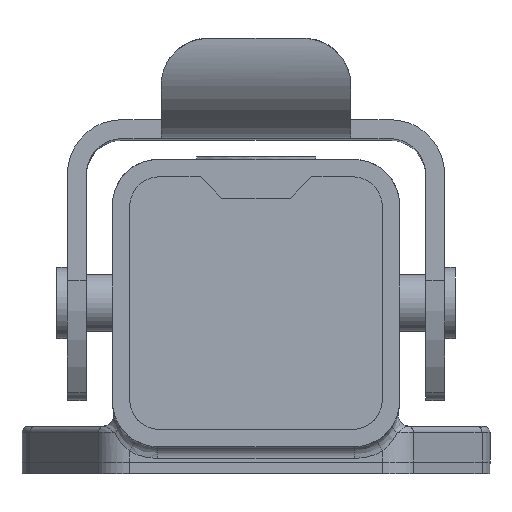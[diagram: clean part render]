
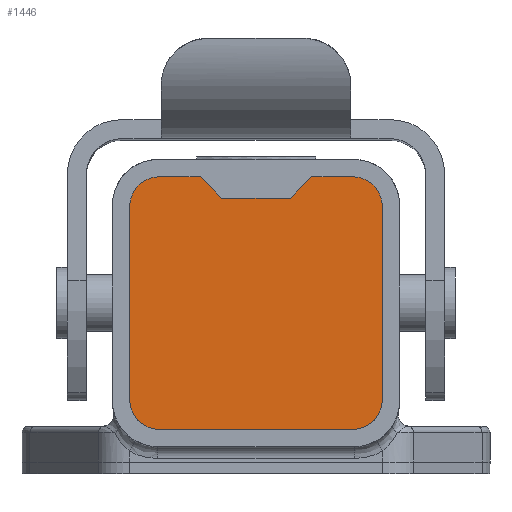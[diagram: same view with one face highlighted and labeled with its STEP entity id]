
A CAD part, front view. The second image highlights one B-rep face of the part: STEP entity #1446.
In plain terms, the highlighted planar face has unit normal (0, -1, 0).
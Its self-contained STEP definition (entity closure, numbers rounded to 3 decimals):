
#1185=FACE_OUTER_BOUND('',#1980,.T.);
#1446=ADVANCED_FACE('',(#1185),#1670,.F.);
#1670=PLANE('',#6051);
#1980=EDGE_LOOP('',(#3561,#3562,#3563,#3564,#3565,#3566,#3567,#3568,#3569,
#3570,#3571,#3572,#3573,#3574));
#2327=LINE('',#8282,#2770);
#2331=LINE('',#8291,#2774);
#2337=LINE('',#8330,#2780);
#2342=LINE('',#8359,#2785);
#2344=LINE('',#8363,#2787);
#2347=LINE('',#8369,#2790);
#2348=LINE('',#8370,#2791);
#2349=LINE('',#8371,#2792);
#2350=LINE('',#8372,#2793);
#2351=LINE('',#8373,#2794);
#2770=VECTOR('',#6776,1.);
#2774=VECTOR('',#6782,1.);
#2780=VECTOR('',#6804,1.);
#2785=VECTOR('',#6821,1.);
#2787=VECTOR('',#6825,1.);
#2790=VECTOR('',#6830,1.);
#2791=VECTOR('',#6831,1.);
#2792=VECTOR('',#6832,1.);
#2793=VECTOR('',#6833,1.);
#2794=VECTOR('',#6834,1.);
#3561=ORIENTED_EDGE('',*,*,#5233,.F.);
#3562=ORIENTED_EDGE('',*,*,#5229,.F.);
#3563=ORIENTED_EDGE('',*,*,#5238,.T.);
#3564=ORIENTED_EDGE('',*,*,#5225,.F.);
#3565=ORIENTED_EDGE('',*,*,#5239,.T.);
#3566=ORIENTED_EDGE('',*,*,#5224,.T.);
#3567=ORIENTED_EDGE('',*,*,#5240,.T.);
#3568=ORIENTED_EDGE('',*,*,#5219,.F.);
#3569=ORIENTED_EDGE('',*,*,#5241,.T.);
#3570=ORIENTED_EDGE('',*,*,#5215,.F.);
#3571=ORIENTED_EDGE('',*,*,#5212,.F.);
#3572=ORIENTED_EDGE('',*,*,#5208,.F.);
#3573=ORIENTED_EDGE('',*,*,#5242,.F.);
#3574=ORIENTED_EDGE('',*,*,#5235,.F.);
#4669=VERTEX_POINT('',#8283);
#4670=VERTEX_POINT('',#8284);
#4673=VERTEX_POINT('',#8292);
#4675=VERTEX_POINT('',#8298);
#4678=VERTEX_POINT('',#8305);
#4679=VERTEX_POINT('',#8307);
#4681=VERTEX_POINT('',#8325);
#4683=VERTEX_POINT('',#8329);
#4684=VERTEX_POINT('',#8333);
#4685=VERTEX_POINT('',#8334);
#4688=VERTEX_POINT('',#8350);
#4689=VERTEX_POINT('',#8352);
#4692=VERTEX_POINT('',#8360);
#4693=VERTEX_POINT('',#8364);
#5208=EDGE_CURVE('',#4669,#4670,#2327,.T.);
#5212=EDGE_CURVE('',#4670,#4673,#2331,.T.);
#5215=EDGE_CURVE('',#4673,#4675,#5771,.T.);
#5219=EDGE_CURVE('',#4678,#4679,#5773,.T.);
#5224=EDGE_CURVE('',#4681,#4683,#2337,.T.);
#5225=EDGE_CURVE('',#4684,#4685,#5776,.T.);
#5229=EDGE_CURVE('',#4688,#4689,#5777,.T.);
#5233=EDGE_CURVE('',#4689,#4692,#2342,.T.);
#5235=EDGE_CURVE('',#4692,#4693,#2344,.T.);
#5238=EDGE_CURVE('',#4688,#4685,#2347,.T.);
#5239=EDGE_CURVE('',#4684,#4681,#2348,.T.);
#5240=EDGE_CURVE('',#4683,#4679,#2349,.T.);
#5241=EDGE_CURVE('',#4678,#4675,#2350,.T.);
#5242=EDGE_CURVE('',#4693,#4669,#2351,.T.);
#5771=CIRCLE('',#6036,2.5);
#5773=CIRCLE('',#6039,2.5);
#5776=CIRCLE('',#6044,2.5);
#5777=CIRCLE('',#6046,2.5);
#6036=AXIS2_PLACEMENT_3D('',#8297,#6787,#6788);
#6039=AXIS2_PLACEMENT_3D('',#8306,#6795,#6796);
#6044=AXIS2_PLACEMENT_3D('',#8332,#6807,#6808);
#6046=AXIS2_PLACEMENT_3D('',#8351,#6813,#6814);
#6051=AXIS2_PLACEMENT_3D('',#8374,#6835,#6836);
#6776=DIRECTION('',(0.707,0.,0.707));
#6782=DIRECTION('',(1.,0.,0.));
#6787=DIRECTION('',(0.,1.,0.));
#6788=DIRECTION('',(0.,0.,1.));
#6795=DIRECTION('',(0.,1.,0.));
#6796=DIRECTION('',(1.,0.,0.));
#6804=DIRECTION('',(1.,0.,0.));
#6807=DIRECTION('',(0.,1.,0.));
#6808=DIRECTION('',(-0.98,0.,-0.2));
#6813=DIRECTION('',(0.,1.,0.));
#6814=DIRECTION('',(-1.,0.,0.));
#6821=DIRECTION('',(1.,0.,0.));
#6825=DIRECTION('',(0.707,0.,-0.707));
#6830=DIRECTION('',(0.,0.,-1.));
#6831=DIRECTION('',(0.,0.,-1.));
#6832=DIRECTION('',(0.,0.,1.));
#6833=DIRECTION('',(0.,0.,1.));
#6834=DIRECTION('',(1.,0.,0.));
#6835=DIRECTION('',(0.,1.,0.));
#6836=DIRECTION('',(0.,0.,1.));
#8282=CARTESIAN_POINT('',(2.9,35.15,8.85));
#8283=CARTESIAN_POINT('',(2.9,35.15,8.85));
#8284=CARTESIAN_POINT('',(4.7,35.15,10.65));
#8291=CARTESIAN_POINT('',(4.7,35.15,10.65));
#8292=CARTESIAN_POINT('',(8.15,35.15,10.65));
#8297=CARTESIAN_POINT('',(8.15,35.15,8.15));
#8298=CARTESIAN_POINT('',(10.65,35.15,8.15));
#8305=CARTESIAN_POINT('',(10.65,35.15,-8.15));
#8306=CARTESIAN_POINT('',(8.15,35.15,-8.15));
#8307=CARTESIAN_POINT('',(10.599,35.15,-8.65));
#8325=CARTESIAN_POINT('',(-10.599,35.15,-11.4));
#8329=CARTESIAN_POINT('',(10.599,35.15,-11.4));
#8330=CARTESIAN_POINT('',(-10.599,35.15,-11.4));
#8332=CARTESIAN_POINT('',(-8.15,35.15,-8.15));
#8333=CARTESIAN_POINT('',(-10.599,35.15,-8.65));
#8334=CARTESIAN_POINT('',(-10.65,35.15,-8.15));
#8350=CARTESIAN_POINT('',(-10.65,35.15,8.15));
#8351=CARTESIAN_POINT('',(-8.15,35.15,8.15));
#8352=CARTESIAN_POINT('',(-8.15,35.15,10.65));
#8359=CARTESIAN_POINT('',(-8.15,35.15,10.65));
#8360=CARTESIAN_POINT('',(-4.7,35.15,10.65));
#8363=CARTESIAN_POINT('',(-4.7,35.15,10.65));
#8364=CARTESIAN_POINT('',(-2.9,35.15,8.85));
#8369=CARTESIAN_POINT('',(-10.65,35.15,8.15));
#8370=CARTESIAN_POINT('',(-10.599,35.15,-8.65));
#8371=CARTESIAN_POINT('',(10.599,35.15,-11.4));
#8372=CARTESIAN_POINT('',(10.65,35.15,-8.15));
#8373=CARTESIAN_POINT('',(-2.9,35.15,8.85));
#8374=CARTESIAN_POINT('',(-11.837,35.15,-11.772));
